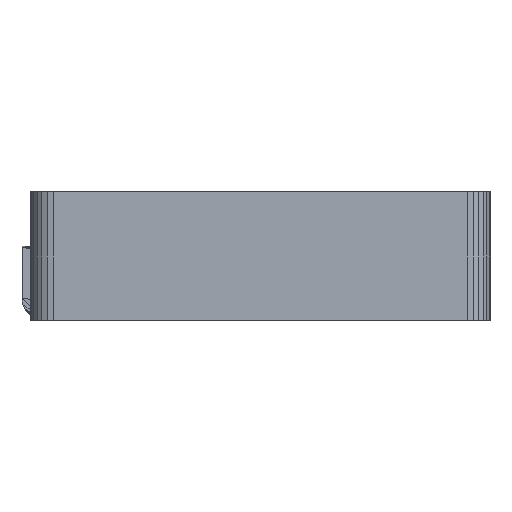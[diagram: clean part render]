
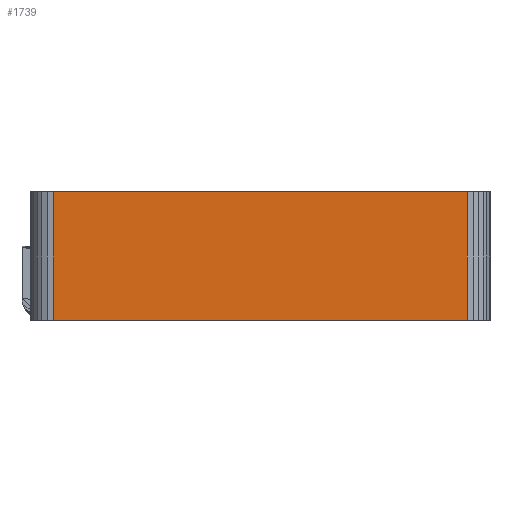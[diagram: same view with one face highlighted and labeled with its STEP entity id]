
A CAD part, front view. The second image highlights one B-rep face of the part: STEP entity #1739.
In plain terms, the highlighted free-form (B-spline) face has degree [1, 1] with [2, 2] control points.
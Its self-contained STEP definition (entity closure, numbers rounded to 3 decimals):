
#1739 = ADVANCED_FACE('',(#1740),#1770,.T.);
#1740 = FACE_BOUND('',#1741,.T.);
#1741 = EDGE_LOOP('',(#1742,#1751,#1758,#1765));
#1742 = ORIENTED_EDGE('',*,*,#1743,.F.);
#1743 = EDGE_CURVE('',#1744,#1746,#1748,.T.);
#1744 = VERTEX_POINT('',#1745);
#1745 = CARTESIAN_POINT('',(81.548,-66.957,
    40.993));
#1746 = VERTEX_POINT('',#1747);
#1747 = CARTESIAN_POINT('',(81.548,-66.957,
    -0.001));
#1748 = B_SPLINE_CURVE_WITH_KNOTS('',1,(#1749,#1750),.UNSPECIFIED.,.F.,
  .F.,(2,2),(0.,30.001),.PIECEWISE_BEZIER_KNOTS.);
#1749 = CARTESIAN_POINT('',(81.548,-66.957,
    40.993));
#1750 = CARTESIAN_POINT('',(81.548,-66.957,
    -0.001));
#1751 = ORIENTED_EDGE('',*,*,#1752,.F.);
#1752 = EDGE_CURVE('',#1753,#1744,#1755,.T.);
#1753 = VERTEX_POINT('',#1754);
#1754 = CARTESIAN_POINT('',(-50.803,-66.957,
    40.993));
#1755 = B_SPLINE_CURVE_WITH_KNOTS('',1,(#1756,#1757),.UNSPECIFIED.,.F.,
  .F.,(2,2),(0.,96.858),.PIECEWISE_BEZIER_KNOTS.);
#1756 = CARTESIAN_POINT('',(-50.803,-66.957,
    40.993));
#1757 = CARTESIAN_POINT('',(81.548,-66.957,
    40.993));
#1758 = ORIENTED_EDGE('',*,*,#1759,.F.);
#1759 = EDGE_CURVE('',#1760,#1753,#1762,.T.);
#1760 = VERTEX_POINT('',#1761);
#1761 = CARTESIAN_POINT('',(-50.803,-66.957,
    -0.001));
#1762 = B_SPLINE_CURVE_WITH_KNOTS('',1,(#1763,#1764),.UNSPECIFIED.,.F.,
  .F.,(2,2),(0.,30.001),.PIECEWISE_BEZIER_KNOTS.);
#1763 = CARTESIAN_POINT('',(-50.803,-66.957,
    -0.001));
#1764 = CARTESIAN_POINT('',(-50.803,-66.957,
    40.993));
#1765 = ORIENTED_EDGE('',*,*,#1766,.F.);
#1766 = EDGE_CURVE('',#1746,#1760,#1767,.T.);
#1767 = B_SPLINE_CURVE_WITH_KNOTS('',1,(#1768,#1769),.UNSPECIFIED.,.F.,
  .F.,(2,2),(0.,96.858),.PIECEWISE_BEZIER_KNOTS.);
#1768 = CARTESIAN_POINT('',(81.548,-66.957,
    -0.001));
#1769 = CARTESIAN_POINT('',(-50.803,-66.957,
    -0.001));
#1770 = B_SPLINE_SURFACE_WITH_KNOTS('',1,1,(
    (#1771,#1772)
    ,(#1773,#1774
    )),.UNSPECIFIED.,.F.,.F.,.F.,(2,2),(2,2),(-30.,0.001),(
    -37.179,59.679),.PIECEWISE_BEZIER_KNOTS.);
#1771 = CARTESIAN_POINT('',(-50.803,-66.957,
    40.993));
#1772 = CARTESIAN_POINT('',(81.548,-66.957,
    40.993));
#1773 = CARTESIAN_POINT('',(-50.803,-66.957,
    -0.001));
#1774 = CARTESIAN_POINT('',(81.548,-66.957,
    -0.001));
